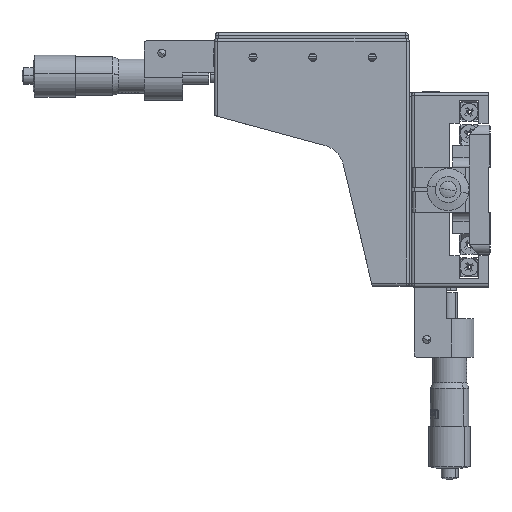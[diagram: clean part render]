
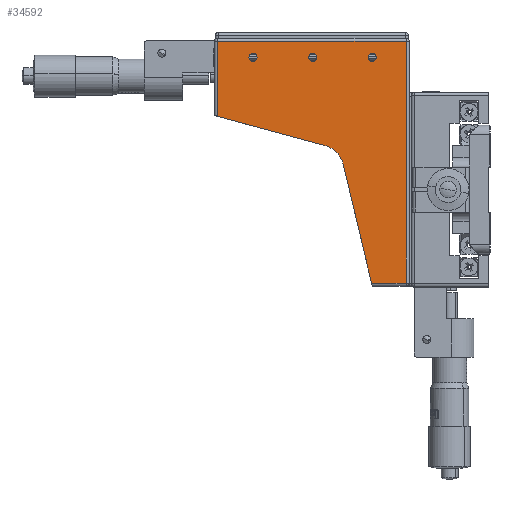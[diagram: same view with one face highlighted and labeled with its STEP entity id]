
A CAD part, left-side view. The second image highlights one B-rep face of the part: STEP entity #34592.
In plain terms, the highlighted planar face has unit normal (-1, 0, 0).
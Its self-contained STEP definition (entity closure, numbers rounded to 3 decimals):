
#966 = EDGE_CURVE ( 'NONE', #79966, #16261, #38047, .T. ) ;
#1024 = EDGE_CURVE ( 'NONE', #54086, #57661, #52105, .T. ) ;
#1045 = DIRECTION ( 'NONE',  ( -1., 0., 0. ) ) ;
#3050 = CARTESIAN_POINT ( 'NONE',  ( -30.25, 53.09, -29. ) ) ;
#5533 = VERTEX_POINT ( 'NONE', #42957 ) ;
#6046 = VERTEX_POINT ( 'NONE', #46283 ) ;
#6993 = CARTESIAN_POINT ( 'NONE',  ( -30.25, 36.3, 39.75 ) ) ;
#7034 = CARTESIAN_POINT ( 'NONE',  ( -30.25, 50.993, 13.68 ) ) ;
#7130 = VERTEX_POINT ( 'NONE', #44332 ) ;
#7539 = LINE ( 'NONE', #26216, #78875 ) ;
#11254 = CARTESIAN_POINT ( 'NONE',  ( -30.25, 73.3, 41. ) ) ;
#12943 = DIRECTION ( 'NONE',  ( -1., 0., 0. ) ) ;
#16048 = CARTESIAN_POINT ( 'NONE',  ( -30.25, 54.8, 41. ) ) ;
#16261 = VERTEX_POINT ( 'NONE', #65530 ) ;
#17833 = ORIENTED_EDGE ( 'NONE', *, *, #87632, .F. ) ;
#18118 = ORIENTED_EDGE ( 'NONE', *, *, #52940, .T. ) ;
#18208 = DIRECTION ( 'NONE',  ( 0., 0., 1. ) ) ;
#18454 = CARTESIAN_POINT ( 'NONE',  ( -30.25, 84.3, 5.96 ) ) ;
#18717 = EDGE_LOOP ( 'NONE', ( #38438, #17833 ) ) ;
#19351 = CIRCLE ( 'NONE', #82130, 1.25 ) ;
#19354 = AXIS2_PLACEMENT_3D ( 'NONE', #11254, #59570, #18208 ) ;
#19369 = EDGE_CURVE ( 'NONE', #7130, #6046, #45525, .T. ) ;
#19907 = EDGE_CURVE ( 'NONE', #5533, #49634, #7539, .T. ) ;
#20109 = CARTESIAN_POINT ( 'NONE',  ( -30.25, 54.8, 41. ) ) ;
#20857 = AXIS2_PLACEMENT_3D ( 'NONE', #80683, #39220, #87624 ) ;
#21188 = CIRCLE ( 'NONE', #69972, 8. ) ;
#22962 = DIRECTION ( 'NONE',  ( 0., 0., 1. ) ) ;
#25049 = VECTOR ( 'NONE', #40158, 1000. ) ;
#25395 = DIRECTION ( 'NONE',  ( 0., 0., -1. ) ) ;
#26216 = CARTESIAN_POINT ( 'NONE',  ( -30.25, 53.09, 46. ) ) ;
#26790 = ORIENTED_EDGE ( 'NONE', *, *, #86071, .F. ) ;
#26966 = EDGE_CURVE ( 'NONE', #49634, #54086, #87783, .T. ) ;
#27012 = DIRECTION ( 'NONE',  ( 0., 0., 1. ) ) ;
#27061 = VECTOR ( 'NONE', #63724, 1000. ) ;
#28156 = DIRECTION ( 'NONE',  ( 1., 0., 0. ) ) ;
#28972 = VERTEX_POINT ( 'NONE', #76583 ) ;
#29589 = CARTESIAN_POINT ( 'NONE',  ( -30.25, 53.09, 5.96 ) ) ;
#33743 = VECTOR ( 'NONE', #54962, 1000. ) ;
#34025 = LINE ( 'NONE', #3050, #87006 ) ;
#34592 = ADVANCED_FACE ( 'NONE', ( #72910, #36089, #70754, #52309 ), #43112, .T. ) ;
#34815 = VECTOR ( 'NONE', #25395, 1000. ) ;
#36089 = FACE_BOUND ( 'NONE', #59312, .T. ) ;
#36501 = DIRECTION ( 'NONE',  ( 0., 0., 1. ) ) ;
#38000 = ORIENTED_EDGE ( 'NONE', *, *, #1024, .T. ) ;
#38047 = CIRCLE ( 'NONE', #84487, 1.25 ) ;
#38411 = CARTESIAN_POINT ( 'NONE',  ( -30.25, 54.8, 39.75 ) ) ;
#38438 = ORIENTED_EDGE ( 'NONE', *, *, #46957, .F. ) ;
#39220 = DIRECTION ( 'NONE',  ( -1., 0., 0. ) ) ;
#39869 = CARTESIAN_POINT ( 'NONE',  ( -30.25, 36.3, -30. ) ) ;
#40050 = DIRECTION ( 'NONE',  ( 0., 1., 0. ) ) ;
#40158 = DIRECTION ( 'NONE',  ( 0., -0.232, -0.973 ) ) ;
#41061 = VERTEX_POINT ( 'NONE', #63505 ) ;
#41374 = AXIS2_PLACEMENT_3D ( 'NONE', #42333, #1045, #49309 ) ;
#41424 = VERTEX_POINT ( 'NONE', #6993 ) ;
#41970 = CARTESIAN_POINT ( 'NONE',  ( -30.25, 84.3, 46. ) ) ;
#42333 = CARTESIAN_POINT ( 'NONE',  ( -30.25, 36.3, 41. ) ) ;
#42957 = CARTESIAN_POINT ( 'NONE',  ( -30.25, 25.8, 46. ) ) ;
#43112 = PLANE ( 'NONE',  #73801 ) ;
#44332 = CARTESIAN_POINT ( 'NONE',  ( -30.25, 45.308, 7.814 ) ) ;
#45030 = EDGE_CURVE ( 'NONE', #16261, #79966, #82694, .T. ) ;
#45525 = LINE ( 'NONE', #39869, #25049 ) ;
#45578 = ORIENTED_EDGE ( 'NONE', *, *, #19907, .T. ) ;
#46283 = CARTESIAN_POINT ( 'NONE',  ( -30.25, 36.538, -29. ) ) ;
#46957 = EDGE_CURVE ( 'NONE', #41061, #41424, #88137, .T. ) ;
#49309 = DIRECTION ( 'NONE',  ( 0., 0., 1. ) ) ;
#49634 = VERTEX_POINT ( 'NONE', #41970 ) ;
#51934 = ORIENTED_EDGE ( 'NONE', *, *, #45030, .F. ) ;
#52105 = LINE ( 'NONE', #89142, #33743 ) ;
#52203 = ORIENTED_EDGE ( 'NONE', *, *, #68954, .F. ) ;
#52309 = FACE_OUTER_BOUND ( 'NONE', #83415, .T. ) ;
#52464 = EDGE_CURVE ( 'NONE', #57661, #7130, #21188, .T. ) ;
#52940 = EDGE_CURVE ( 'NONE', #6046, #64075, #34025, .T. ) ;
#54086 = VERTEX_POINT ( 'NONE', #83386 ) ;
#54272 = CARTESIAN_POINT ( 'NONE',  ( -30.25, 73.3, 41. ) ) ;
#54962 = DIRECTION ( 'NONE',  ( 0., -0.965, -0.262 ) ) ;
#56739 = CARTESIAN_POINT ( 'NONE',  ( -30.25, 25.8, 5.96 ) ) ;
#57661 = VERTEX_POINT ( 'NONE', #7034 ) ;
#59312 = EDGE_LOOP ( 'NONE', ( #51934, #79633 ) ) ;
#59570 = DIRECTION ( 'NONE',  ( -1., 0., 0. ) ) ;
#60653 = ORIENTED_EDGE ( 'NONE', *, *, #19369, .T. ) ;
#61266 = DIRECTION ( 'NONE',  ( 0., 0., 1. ) ) ;
#63276 = EDGE_LOOP ( 'NONE', ( #26790, #52203 ) ) ;
#63505 = CARTESIAN_POINT ( 'NONE',  ( -30.25, 36.3, 42.25 ) ) ;
#63724 = DIRECTION ( 'NONE',  ( 0., 0., 1. ) ) ;
#64075 = VERTEX_POINT ( 'NONE', #85257 ) ;
#64345 = DIRECTION ( 'NONE',  ( -1., 0., 0. ) ) ;
#64474 = EDGE_CURVE ( 'NONE', #64075, #5533, #82198, .T. ) ;
#64648 = CARTESIAN_POINT ( 'NONE',  ( -30.25, 73.3, 39.75 ) ) ;
#65302 = ORIENTED_EDGE ( 'NONE', *, *, #64474, .T. ) ;
#65530 = CARTESIAN_POINT ( 'NONE',  ( -30.25, 54.8, 42.25 ) ) ;
#65547 = DIRECTION ( 'NONE',  ( 0., -1., 0. ) ) ;
#68480 = DIRECTION ( 'NONE',  ( -1., 0., 0. ) ) ;
#68954 = EDGE_CURVE ( 'NONE', #86706, #28972, #19351, .T. ) ;
#69627 = CARTESIAN_POINT ( 'NONE',  ( -30.25, 53.09, 5.96 ) ) ;
#69972 = AXIS2_PLACEMENT_3D ( 'NONE', #69627, #28156, #76512 ) ;
#70754 = FACE_BOUND ( 'NONE', #18717, .T. ) ;
#72910 = FACE_BOUND ( 'NONE', #63276, .T. ) ;
#73801 = AXIS2_PLACEMENT_3D ( 'NONE', #29589, #77901, #36501 ) ;
#73970 = ORIENTED_EDGE ( 'NONE', *, *, #52464, .T. ) ;
#74047 = ORIENTED_EDGE ( 'NONE', *, *, #26966, .T. ) ;
#76512 = DIRECTION ( 'NONE',  ( 0., 0., 1. ) ) ;
#76583 = CARTESIAN_POINT ( 'NONE',  ( -30.25, 73.3, 42.25 ) ) ;
#77901 = DIRECTION ( 'NONE',  ( -1., 0., 0. ) ) ;
#78875 = VECTOR ( 'NONE', #40050, 1000. ) ;
#79599 = CIRCLE ( 'NONE', #19354, 1.25 ) ;
#79633 = ORIENTED_EDGE ( 'NONE', *, *, #966, .F. ) ;
#79738 = AXIS2_PLACEMENT_3D ( 'NONE', #20109, #68480, #27012 ) ;
#79966 = VERTEX_POINT ( 'NONE', #38411 ) ;
#80683 = CARTESIAN_POINT ( 'NONE',  ( -30.25, 36.3, 41. ) ) ;
#82130 = AXIS2_PLACEMENT_3D ( 'NONE', #54272, #12943, #61266 ) ;
#82198 = LINE ( 'NONE', #56739, #27061 ) ;
#82694 = CIRCLE ( 'NONE', #79738, 1.25 ) ;
#83386 = CARTESIAN_POINT ( 'NONE',  ( -30.25, 84.3, 22.728 ) ) ;
#83415 = EDGE_LOOP ( 'NONE', ( #60653, #18118, #65302, #45578, #74047, #38000, #73970 ) ) ;
#84487 = AXIS2_PLACEMENT_3D ( 'NONE', #16048, #64345, #22962 ) ;
#85257 = CARTESIAN_POINT ( 'NONE',  ( -30.25, 25.8, -29. ) ) ;
#86071 = EDGE_CURVE ( 'NONE', #28972, #86706, #79599, .T. ) ;
#86706 = VERTEX_POINT ( 'NONE', #64648 ) ;
#87006 = VECTOR ( 'NONE', #65547, 1000. ) ;
#87624 = DIRECTION ( 'NONE',  ( 0., 0., 1. ) ) ;
#87632 = EDGE_CURVE ( 'NONE', #41424, #41061, #87838, .T. ) ;
#87783 = LINE ( 'NONE', #18454, #34815 ) ;
#87838 = CIRCLE ( 'NONE', #41374, 1.25 ) ;
#88137 = CIRCLE ( 'NONE', #20857, 1.25 ) ;
#89142 = CARTESIAN_POINT ( 'NONE',  ( -30.25, 85.3, 23. ) ) ;
